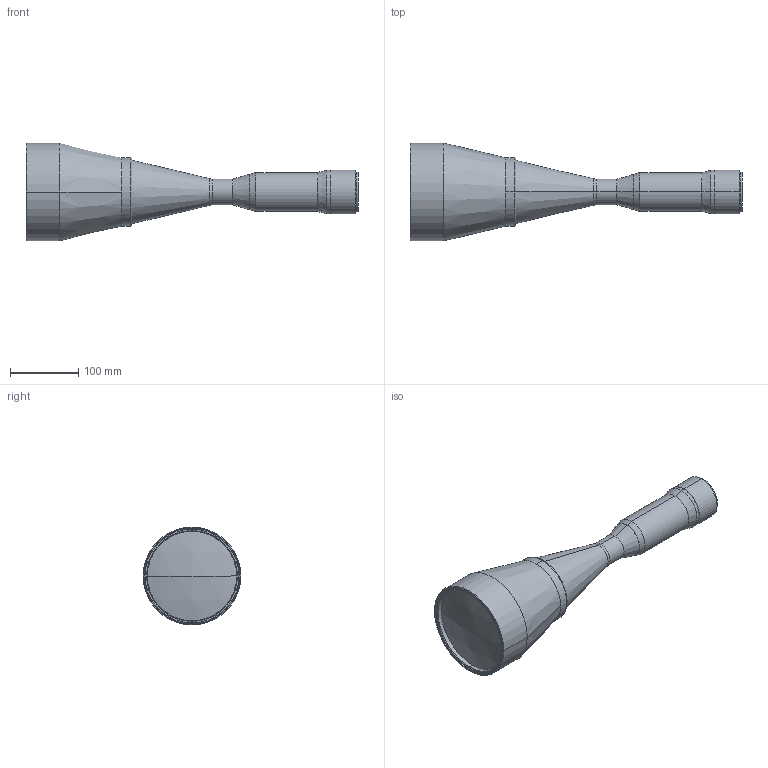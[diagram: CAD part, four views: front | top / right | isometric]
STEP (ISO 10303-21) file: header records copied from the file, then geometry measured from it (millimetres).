
FILE_DESCRIPTION (( 'STEP AP203' ), '1' );
FILE_NAME ('TC16M096-K.step', '2018-11-27T16:08:06', ( '' ), ( '' ), 'SwSTEP 2.0', 'SolidWorks 2018', '' );
FILE_SCHEMA (( 'CONFIG_CONTROL_DESIGN' ));
Length unit declared in the file: millimetre
Products named in the file (1): TC16M096-K
Bounding box: 485.82 x 143 x 143 mm (x, y, z)
Surface area: 164489.7 mm2 (no closed solid volume)
Topology: 0 solids, 9 shells, 66 faces, 158 edges, 101 vertices
Faces by surface type: cylinder 26, cone 16, plane 16, torus 6, sphere 2
Entity records: 2007 total; most frequent: DIRECTION 386, CARTESIAN_POINT 338, ORIENTED_EDGE 276, AXIS2_PLACEMENT_3D 165, EDGE_CURVE 158, VERTEX_POINT 101, CIRCLE 98, EDGE_LOOP 74
